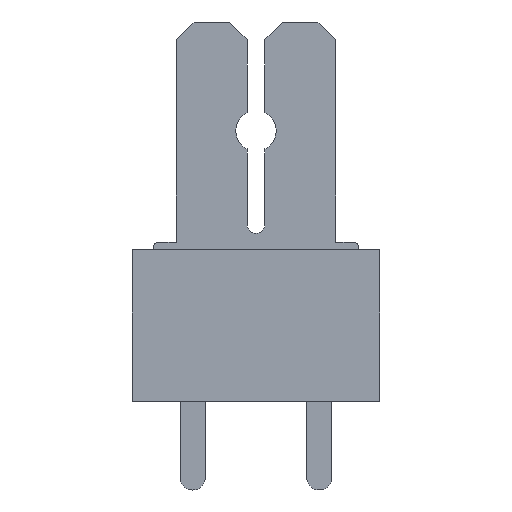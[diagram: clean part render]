
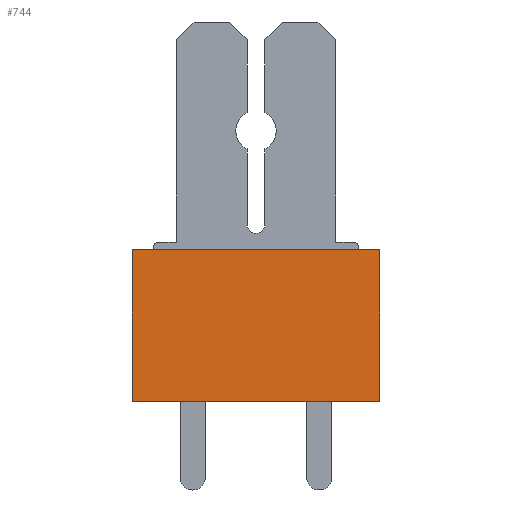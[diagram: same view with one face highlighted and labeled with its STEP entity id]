
A CAD part, left-side view. The second image highlights one B-rep face of the part: STEP entity #744.
In plain terms, the highlighted planar face has unit normal (-1, 0, 0).
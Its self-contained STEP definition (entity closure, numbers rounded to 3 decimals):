
#717=AXIS2_PLACEMENT_3D('Plane Axis2P3D',#714,#715,#716) ;
#49=CARTESIAN_POINT('Vertex',(0.,0.,3.5)) ;
#52=CARTESIAN_POINT('Line Origine',(0.,4.9,3.5)) ;
#56=CARTESIAN_POINT('Vertex',(0.,9.8,3.5)) ;
#714=CARTESIAN_POINT('Axis2P3D Location',(0.,0.,0.)) ;
#719=CARTESIAN_POINT('Line Origine',(0.,4.9,9.5)) ;
#723=CARTESIAN_POINT('Vertex',(0.,0.,9.5)) ;
#725=CARTESIAN_POINT('Vertex',(0.,9.8,9.5)) ;
#728=CARTESIAN_POINT('Line Origine',(0.,9.8,6.5)) ;
#733=CARTESIAN_POINT('Line Origine',(0.,0.,6.5)) ;
#53=DIRECTION('Vector Direction',(0.,1.,0.)) ;
#715=DIRECTION('Axis2P3D Direction',(-1.,0.,0.)) ;
#716=DIRECTION('Axis2P3D XDirection',(0.,0.,1.)) ;
#720=DIRECTION('Vector Direction',(0.,-1.,0.)) ;
#729=DIRECTION('Vector Direction',(0.,0.,1.)) ;
#734=DIRECTION('Vector Direction',(0.,0.,-1.)) ;
#54=VECTOR('Line Direction',#53,1.) ;
#721=VECTOR('Line Direction',#720,1.) ;
#730=VECTOR('Line Direction',#729,1.) ;
#735=VECTOR('Line Direction',#734,1.) ;
#739=ORIENTED_EDGE('',*,*,#727,.T.) ;
#740=ORIENTED_EDGE('',*,*,#732,.T.) ;
#741=ORIENTED_EDGE('',*,*,#58,.T.) ;
#742=ORIENTED_EDGE('',*,*,#737,.T.) ;
#744=ADVANCED_FACE('_PCF 10.00/09/180 3.5 OR 9500830000',(#743),#718,.T.) ;
#58=EDGE_CURVE('',#57,#50,#55,.F.) ;
#727=EDGE_CURVE('',#724,#726,#722,.F.) ;
#732=EDGE_CURVE('',#726,#57,#731,.F.) ;
#737=EDGE_CURVE('',#50,#724,#736,.F.) ;
#738=EDGE_LOOP('',(#739,#740,#741,#742)) ;
#743=FACE_OUTER_BOUND('',#738,.T.) ;
#55=LINE('Line',#52,#54) ;
#722=LINE('Line',#719,#721) ;
#731=LINE('Line',#728,#730) ;
#736=LINE('Line',#733,#735) ;
#718=PLANE('',#717) ;
#50=VERTEX_POINT('',#49) ;
#57=VERTEX_POINT('',#56) ;
#724=VERTEX_POINT('',#723) ;
#726=VERTEX_POINT('',#725) ;
